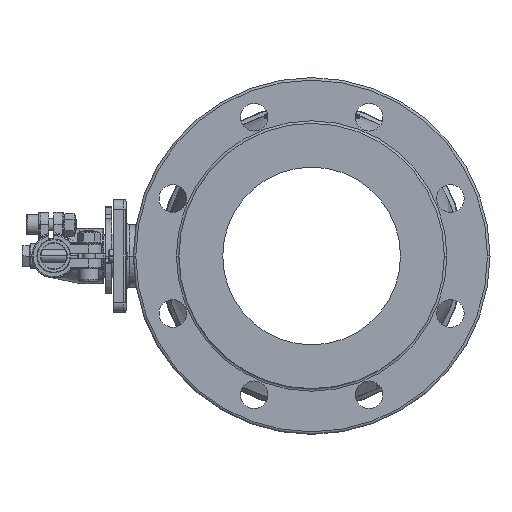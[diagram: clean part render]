
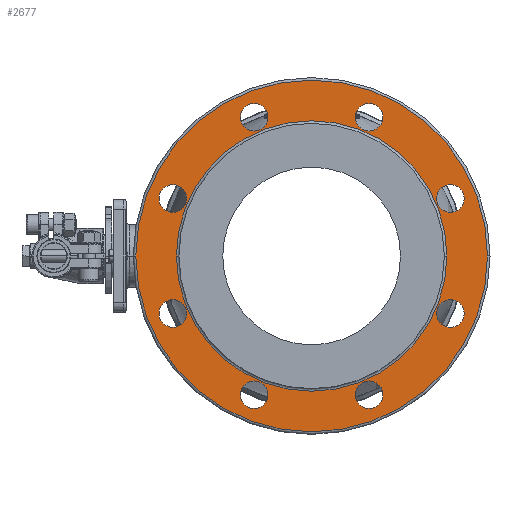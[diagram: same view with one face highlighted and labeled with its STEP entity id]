
A CAD part, left-side view. The second image highlights one B-rep face of the part: STEP entity #2677.
In plain terms, the highlighted planar face has unit normal (-1, 0, 0).
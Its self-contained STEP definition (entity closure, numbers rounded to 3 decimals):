
#2677=ADVANCED_FACE('',(#5502,#5503,#5504,#5505,#5506,#5507,#5508,#5509,#5510,#5511),#5512,.T.);
#5502=FACE_OUTER_BOUND('',#10230,.T.);
#5503=FACE_BOUND('',#10231,.T.);
#5504=FACE_BOUND('',#10232,.T.);
#5505=FACE_BOUND('',#10233,.T.);
#5506=FACE_BOUND('',#10234,.T.);
#5507=FACE_BOUND('',#10235,.T.);
#5508=FACE_BOUND('',#10236,.T.);
#5509=FACE_BOUND('',#10237,.T.);
#5510=FACE_BOUND('',#10238,.T.);
#5511=FACE_BOUND('',#10239,.T.);
#5512=PLANE('',#10240);
#10230=EDGE_LOOP('',(#18071,#18072,#18073));
#10231=EDGE_LOOP('',(#18074,#18075));
#10232=EDGE_LOOP('',(#18076,#18077));
#10233=EDGE_LOOP('',(#18078,#18079));
#10234=EDGE_LOOP('',(#18080,#18081));
#10235=EDGE_LOOP('',(#18082,#18083));
#10236=EDGE_LOOP('',(#18084,#18085));
#10237=EDGE_LOOP('',(#18086,#18087));
#10238=EDGE_LOOP('',(#18088,#18089));
#10239=EDGE_LOOP('',(#18090,#18091,#18092));
#10240=AXIS2_PLACEMENT_3D('',#18093,#18094,#18095);
#18071=ORIENTED_EDGE('',*,*,#18956,.F.);
#18072=ORIENTED_EDGE('',*,*,#18955,.F.);
#18073=ORIENTED_EDGE('',*,*,#22008,.F.);
#18074=ORIENTED_EDGE('',*,*,#22009,.T.);
#18075=ORIENTED_EDGE('',*,*,#18897,.T.);
#18076=ORIENTED_EDGE('',*,*,#22010,.T.);
#18077=ORIENTED_EDGE('',*,*,#18902,.T.);
#18078=ORIENTED_EDGE('',*,*,#22011,.T.);
#18079=ORIENTED_EDGE('',*,*,#18907,.T.);
#18080=ORIENTED_EDGE('',*,*,#22012,.T.);
#18081=ORIENTED_EDGE('',*,*,#18912,.T.);
#18082=ORIENTED_EDGE('',*,*,#22013,.T.);
#18083=ORIENTED_EDGE('',*,*,#18917,.T.);
#18084=ORIENTED_EDGE('',*,*,#22014,.T.);
#18085=ORIENTED_EDGE('',*,*,#18922,.T.);
#18086=ORIENTED_EDGE('',*,*,#22015,.T.);
#18087=ORIENTED_EDGE('',*,*,#18927,.T.);
#18088=ORIENTED_EDGE('',*,*,#22016,.T.);
#18089=ORIENTED_EDGE('',*,*,#18932,.T.);
#18090=ORIENTED_EDGE('',*,*,#18994,.T.);
#18091=ORIENTED_EDGE('',*,*,#21962,.T.);
#18092=ORIENTED_EDGE('',*,*,#18995,.T.);
#18093=CARTESIAN_POINT('',(-70.5,-0.625,124.25));
#18094=DIRECTION('',(-1.0,0.0,0.0));
#18095=DIRECTION('',(0.0,-1.0,0.));
#18897=EDGE_CURVE('',#22314,#22318,#22320,.T.);
#18902=EDGE_CURVE('',#22323,#22327,#22329,.T.);
#18907=EDGE_CURVE('',#22332,#22336,#22338,.T.);
#18912=EDGE_CURVE('',#22341,#22345,#22347,.T.);
#18917=EDGE_CURVE('',#22350,#22354,#22356,.T.);
#18922=EDGE_CURVE('',#22359,#22363,#22365,.T.);
#18927=EDGE_CURVE('',#22368,#22372,#22374,.T.);
#18932=EDGE_CURVE('',#22377,#22381,#22383,.T.);
#18955=EDGE_CURVE('',#22421,#22424,#22425,.T.);
#18956=EDGE_CURVE('',#22424,#22426,#22427,.T.);
#18994=EDGE_CURVE('',#22494,#22492,#22495,.T.);
#18995=EDGE_CURVE('',#22486,#22494,#22496,.T.);
#21962=EDGE_CURVE('',#22492,#22486,#26852,.T.);
#22008=EDGE_CURVE('',#22426,#22421,#26906,.T.);
#22009=EDGE_CURVE('',#22318,#22314,#26907,.T.);
#22010=EDGE_CURVE('',#22327,#22323,#26908,.T.);
#22011=EDGE_CURVE('',#22336,#22332,#26909,.T.);
#22012=EDGE_CURVE('',#22345,#22341,#26910,.T.);
#22013=EDGE_CURVE('',#22354,#22350,#26911,.T.);
#22014=EDGE_CURVE('',#22363,#22359,#26912,.T.);
#22015=EDGE_CURVE('',#22372,#22368,#26913,.T.);
#22016=EDGE_CURVE('',#22381,#22377,#26914,.T.);
#22314=VERTEX_POINT('',#27318);
#22318=VERTEX_POINT('',#27323);
#22320=CIRCLE('',#27326,11.0);
#22323=VERTEX_POINT('',#27329);
#22327=VERTEX_POINT('',#27334);
#22329=CIRCLE('',#27337,11.0);
#22332=VERTEX_POINT('',#27340);
#22336=VERTEX_POINT('',#27345);
#22338=CIRCLE('',#27348,11.0);
#22341=VERTEX_POINT('',#27351);
#22345=VERTEX_POINT('',#27356);
#22347=CIRCLE('',#27359,11.0);
#22350=VERTEX_POINT('',#27362);
#22354=VERTEX_POINT('',#27367);
#22356=CIRCLE('',#27370,11.0);
#22359=VERTEX_POINT('',#27373);
#22363=VERTEX_POINT('',#27378);
#22365=CIRCLE('',#27381,11.0);
#22368=VERTEX_POINT('',#27384);
#22372=VERTEX_POINT('',#27389);
#22374=CIRCLE('',#27392,11.0);
#22377=VERTEX_POINT('',#27395);
#22381=VERTEX_POINT('',#27400);
#22383=CIRCLE('',#27403,11.0);
#22421=VERTEX_POINT('',#27449);
#22424=VERTEX_POINT('',#27452);
#22425=CIRCLE('',#27453,140.5);
#22426=VERTEX_POINT('',#27454);
#22427=CIRCLE('',#27455,140.5);
#22486=VERTEX_POINT('',#27572);
#22492=VERTEX_POINT('',#27578);
#22494=VERTEX_POINT('',#27580);
#22495=CIRCLE('',#27581,108.0);
#22496=CIRCLE('',#27582,108.0);
#26852=CIRCLE('',#36494,108.0);
#26906=CIRCLE('',#36558,140.5);
#26907=CIRCLE('',#36559,11.0);
#26908=CIRCLE('',#36560,11.0);
#26909=CIRCLE('',#36561,11.0);
#26910=CIRCLE('',#36562,11.0);
#26911=CIRCLE('',#36563,11.0);
#26912=CIRCLE('',#36564,11.0);
#26913=CIRCLE('',#36565,11.0);
#26914=CIRCLE('',#36566,11.0);
#27318=CARTESIAN_POINT('',(-70.5,121.241,-45.922));
#27323=CARTESIAN_POINT('',(-70.5,99.241,-45.922));
#27326=AXIS2_PLACEMENT_3D('',#37169,#37170,#37171);
#27329=CARTESIAN_POINT('',(-70.5,-35.547,-110.866));
#27334=CARTESIAN_POINT('',(-70.5,-57.547,-110.866));
#27337=AXIS2_PLACEMENT_3D('',#37177,#37178,#37179);
#27340=CARTESIAN_POINT('',(-70.5,-100.491,45.922));
#27345=CARTESIAN_POINT('',(-70.5,-122.491,45.922));
#27348=AXIS2_PLACEMENT_3D('',#37185,#37186,#37187);
#27351=CARTESIAN_POINT('',(-70.5,56.297,110.866));
#27356=CARTESIAN_POINT('',(-70.5,34.297,110.866));
#27359=AXIS2_PLACEMENT_3D('',#37193,#37194,#37195);
#27362=CARTESIAN_POINT('',(-70.5,-35.547,110.866));
#27367=CARTESIAN_POINT('',(-70.5,-57.547,110.866));
#27370=AXIS2_PLACEMENT_3D('',#37201,#37202,#37203);
#27373=CARTESIAN_POINT('',(-70.5,-100.491,-45.922));
#27378=CARTESIAN_POINT('',(-70.5,-122.491,-45.922));
#27381=AXIS2_PLACEMENT_3D('',#37209,#37210,#37211);
#27384=CARTESIAN_POINT('',(-70.5,56.297,-110.866));
#27389=CARTESIAN_POINT('',(-70.5,34.297,-110.866));
#27392=AXIS2_PLACEMENT_3D('',#37217,#37218,#37219);
#27395=CARTESIAN_POINT('',(-70.5,121.241,45.922));
#27400=CARTESIAN_POINT('',(-70.5,99.241,45.922));
#27403=AXIS2_PLACEMENT_3D('',#37225,#37226,#37227);
#27449=CARTESIAN_POINT('',(-70.5,139.875,0.));
#27452=CARTESIAN_POINT('',(-70.5,-0.625,140.5));
#27453=AXIS2_PLACEMENT_3D('',#37263,#37264,#37265);
#27454=CARTESIAN_POINT('',(-70.5,-141.125,0.));
#27455=AXIS2_PLACEMENT_3D('',#37266,#37267,#37268);
#27572=CARTESIAN_POINT('',(-70.5,107.375,0.));
#27578=CARTESIAN_POINT('',(-70.5,-108.625,0.));
#27580=CARTESIAN_POINT('',(-70.5,-0.625,108.0));
#27581=AXIS2_PLACEMENT_3D('',#37323,#37324,#37325);
#27582=AXIS2_PLACEMENT_3D('',#37326,#37327,#37328);
#36494=AXIS2_PLACEMENT_3D('',#40975,#40976,#40977);
#36558=AXIS2_PLACEMENT_3D('',#41042,#41043,#41044);
#36559=AXIS2_PLACEMENT_3D('',#41045,#41046,#41047);
#36560=AXIS2_PLACEMENT_3D('',#41048,#41049,#41050);
#36561=AXIS2_PLACEMENT_3D('',#41051,#41052,#41053);
#36562=AXIS2_PLACEMENT_3D('',#41054,#41055,#41056);
#36563=AXIS2_PLACEMENT_3D('',#41057,#41058,#41059);
#36564=AXIS2_PLACEMENT_3D('',#41060,#41061,#41062);
#36565=AXIS2_PLACEMENT_3D('',#41063,#41064,#41065);
#36566=AXIS2_PLACEMENT_3D('',#41066,#41067,#41068);
#37169=CARTESIAN_POINT('',(-70.5,110.241,-45.922));
#37170=DIRECTION('',(1.0,0.0,0.0));
#37171=DIRECTION('',(0.0,1.0,0.));
#37177=CARTESIAN_POINT('',(-70.5,-46.547,-110.866));
#37178=DIRECTION('',(1.0,0.0,0.0));
#37179=DIRECTION('',(0.0,1.0,0.));
#37185=CARTESIAN_POINT('',(-70.5,-111.491,45.922));
#37186=DIRECTION('',(1.0,0.0,0.0));
#37187=DIRECTION('',(0.0,1.0,0.));
#37193=CARTESIAN_POINT('',(-70.5,45.297,110.866));
#37194=DIRECTION('',(1.0,0.0,0.0));
#37195=DIRECTION('',(0.0,1.0,0.));
#37201=CARTESIAN_POINT('',(-70.5,-46.547,110.866));
#37202=DIRECTION('',(1.0,0.0,0.0));
#37203=DIRECTION('',(0.0,1.0,0.));
#37209=CARTESIAN_POINT('',(-70.5,-111.491,-45.922));
#37210=DIRECTION('',(1.0,0.0,0.0));
#37211=DIRECTION('',(0.0,1.0,0.));
#37217=CARTESIAN_POINT('',(-70.5,45.297,-110.866));
#37218=DIRECTION('',(1.0,0.0,0.0));
#37219=DIRECTION('',(0.0,1.0,0.));
#37225=CARTESIAN_POINT('',(-70.5,110.241,45.922));
#37226=DIRECTION('',(1.0,0.0,0.0));
#37227=DIRECTION('',(0.0,1.0,0.));
#37263=CARTESIAN_POINT('',(-70.5,-0.625,0.));
#37264=DIRECTION('',(1.0,0.0,-0.0));
#37265=DIRECTION('',(0.0,0.,1.0));
#37266=CARTESIAN_POINT('',(-70.5,-0.625,0.));
#37267=DIRECTION('',(1.0,0.0,-0.0));
#37268=DIRECTION('',(0.0,0.,1.0));
#37323=CARTESIAN_POINT('',(-70.5,-0.625,0.));
#37324=DIRECTION('',(1.0,0.0,-0.0));
#37325=DIRECTION('',(0.0,0.,1.0));
#37326=CARTESIAN_POINT('',(-70.5,-0.625,0.));
#37327=DIRECTION('',(1.0,0.0,-0.0));
#37328=DIRECTION('',(0.0,0.,1.0));
#40975=CARTESIAN_POINT('',(-70.5,-0.625,0.));
#40976=DIRECTION('',(1.0,0.0,-0.0));
#40977=DIRECTION('',(0.0,0.,1.0));
#41042=CARTESIAN_POINT('',(-70.5,-0.625,0.));
#41043=DIRECTION('',(1.0,0.0,-0.0));
#41044=DIRECTION('',(0.0,0.,1.0));
#41045=CARTESIAN_POINT('',(-70.5,110.241,-45.922));
#41046=DIRECTION('',(1.0,0.0,0.0));
#41047=DIRECTION('',(0.0,1.0,0.));
#41048=CARTESIAN_POINT('',(-70.5,-46.547,-110.866));
#41049=DIRECTION('',(1.0,0.0,0.0));
#41050=DIRECTION('',(0.0,1.0,0.));
#41051=CARTESIAN_POINT('',(-70.5,-111.491,45.922));
#41052=DIRECTION('',(1.0,0.0,0.0));
#41053=DIRECTION('',(0.0,1.0,0.));
#41054=CARTESIAN_POINT('',(-70.5,45.297,110.866));
#41055=DIRECTION('',(1.0,0.0,0.0));
#41056=DIRECTION('',(0.0,1.0,0.));
#41057=CARTESIAN_POINT('',(-70.5,-46.547,110.866));
#41058=DIRECTION('',(1.0,0.0,0.0));
#41059=DIRECTION('',(0.0,1.0,0.));
#41060=CARTESIAN_POINT('',(-70.5,-111.491,-45.922));
#41061=DIRECTION('',(1.0,0.0,0.0));
#41062=DIRECTION('',(0.0,1.0,0.));
#41063=CARTESIAN_POINT('',(-70.5,45.297,-110.866));
#41064=DIRECTION('',(1.0,0.0,0.0));
#41065=DIRECTION('',(0.0,1.0,0.));
#41066=CARTESIAN_POINT('',(-70.5,110.241,45.922));
#41067=DIRECTION('',(1.0,0.0,0.0));
#41068=DIRECTION('',(0.0,1.0,0.));
